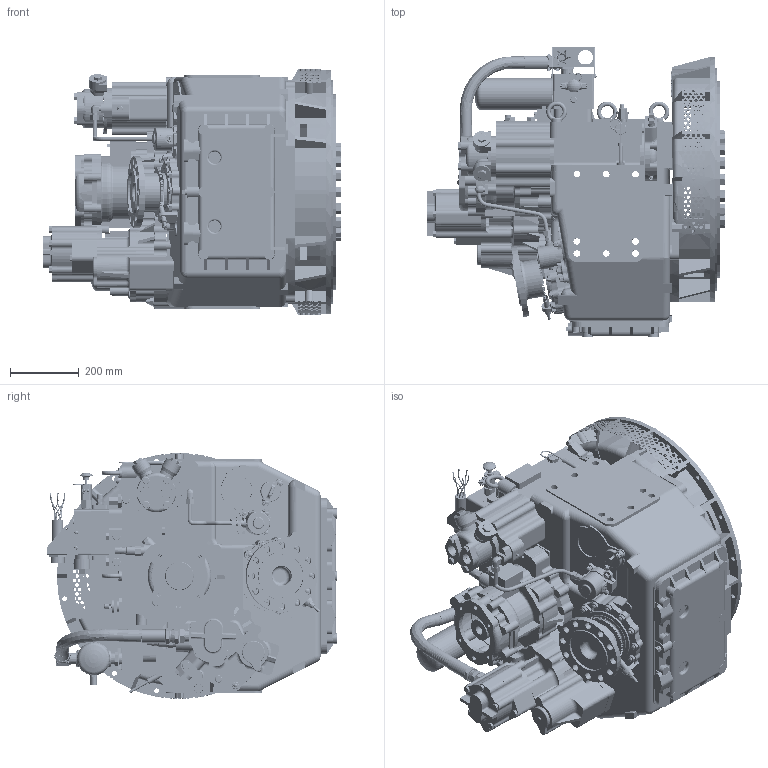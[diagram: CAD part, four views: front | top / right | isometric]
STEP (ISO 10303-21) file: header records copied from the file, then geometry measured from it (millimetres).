
FILE_DESCRIPTION (( 'STEP AP214' ), '1' );
FILE_NAME ('P72011K.STEP', '2014-12-15T06:11:34', ( 'hitachi-nico' ), ( 'hitachi-nico' ), 'SwSTEP 2.0', 'SolidWorks 2013', '' );
FILE_SCHEMA (( 'AUTOMOTIVE_DESIGN' ));
Length unit declared in the file: millimetre
Products named in the file (1): P72011K
Bounding box: 864.7 x 839.14 x 713.4 mm (x, y, z)
Surface area: 5871903.4 mm2 (no closed solid volume)
Topology: 0 solids, 231 shells, 5078 faces, 16728 edges, 11600 vertices
Faces by surface type: cylinder 2051, plane 1813, bspline 608, cone 306, torus 228, sphere 72
Entity records: 355359 total; most frequent: CARTESIAN_POINT 157065, DIRECTION 28663, ORIENTED_EDGE 28528, EDGE_CURVE 16703, VERTEX_POINT 11600, AXIS2_PLACEMENT_3D 10934, LINE 6795, VECTOR 6795
